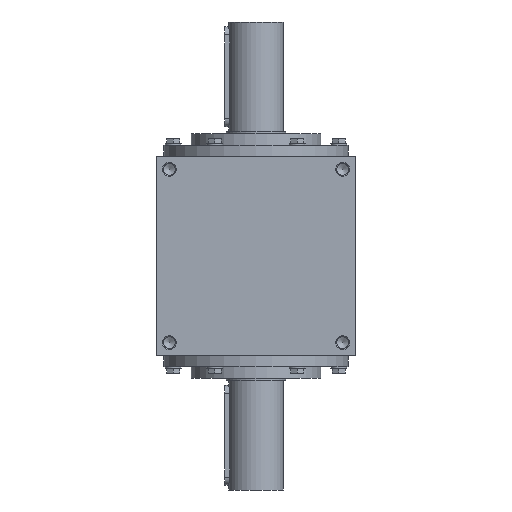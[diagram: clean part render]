
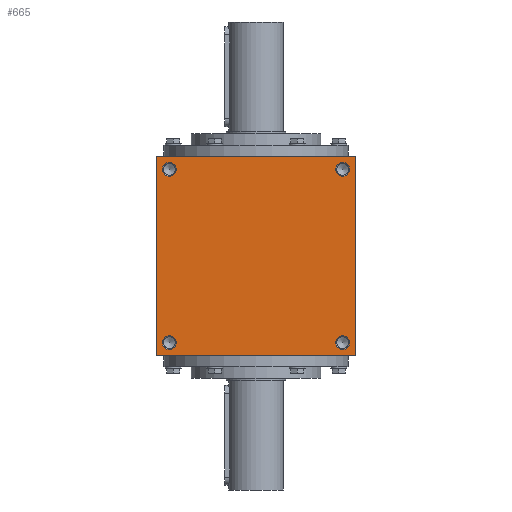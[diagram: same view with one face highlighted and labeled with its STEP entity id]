
A CAD part, left-side view. The second image highlights one B-rep face of the part: STEP entity #665.
In plain terms, the highlighted face is planar.
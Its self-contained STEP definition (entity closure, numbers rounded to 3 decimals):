
#665 = ADVANCED_FACE( '', ( #1314, #1315, #1316, #1317, #1318 ), #1319, .F. );
#1314 = FACE_BOUND( '', #1960, .T. );
#1315 = FACE_BOUND( '', #1961, .T. );
#1316 = FACE_BOUND( '', #1962, .T. );
#1317 = FACE_BOUND( '', #1963, .T. );
#1318 = FACE_OUTER_BOUND( '', #1964, .T. );
#1319 = PLANE( '', #1965 );
#1960 = EDGE_LOOP( '', ( #3001 ) );
#1961 = EDGE_LOOP( '', ( #3002 ) );
#1962 = EDGE_LOOP( '', ( #3003 ) );
#1963 = EDGE_LOOP( '', ( #3004 ) );
#1964 = EDGE_LOOP( '', ( #3005, #3006, #3007, #3008 ) );
#1965 = AXIS2_PLACEMENT_3D( '', #3009, #3010, #3011 );
#3001 = ORIENTED_EDGE( '', *, *, #3516, .F. );
#3002 = ORIENTED_EDGE( '', *, *, #3705, .T. );
#3003 = ORIENTED_EDGE( '', *, *, #3706, .F. );
#3004 = ORIENTED_EDGE( '', *, *, #3666, .T. );
#3005 = ORIENTED_EDGE( '', *, *, #3329, .F. );
#3006 = ORIENTED_EDGE( '', *, *, #3707, .F. );
#3007 = ORIENTED_EDGE( '', *, *, #3673, .F. );
#3008 = ORIENTED_EDGE( '', *, *, #3708, .F. );
#3009 = CARTESIAN_POINT( '', ( 0., 0., -100. ) );
#3010 = DIRECTION( '', ( 0., 0., 1. ) );
#3011 = DIRECTION( '', ( 1., 0., 0. ) );
#3329 = EDGE_CURVE( '', #3790, #3791, #3792, .T. );
#3516 = EDGE_CURVE( '', #4084, #4084, #4085, .T. );
#3666 = EDGE_CURVE( '', #4287, #4287, #4288, .T. );
#3673 = EDGE_CURVE( '', #4297, #4298, #4299, .T. );
#3705 = EDGE_CURVE( '', #4336, #4336, #4337, .T. );
#3706 = EDGE_CURVE( '', #4338, #4338, #4339, .T. );
#3707 = EDGE_CURVE( '', #4298, #3790, #4340, .T. );
#3708 = EDGE_CURVE( '', #3791, #4297, #4341, .T. );
#3790 = VERTEX_POINT( '', #4425 );
#3791 = VERTEX_POINT( '', #4426 );
#3792 = LINE( '', #4427, #4428 );
#4084 = VERTEX_POINT( '', #4825 );
#4085 = CIRCLE( '', #4826, 7. );
#4287 = VERTEX_POINT( '', #5141 );
#4288 = CIRCLE( '', #5142, 7. );
#4297 = VERTEX_POINT( '', #5151 );
#4298 = VERTEX_POINT( '', #5152 );
#4299 = LINE( '', #5153, #5154 );
#4336 = VERTEX_POINT( '', #5242 );
#4337 = CIRCLE( '', #5243, 7. );
#4338 = VERTEX_POINT( '', #5244 );
#4339 = CIRCLE( '', #5245, 7. );
#4340 = LINE( '', #5246, #5247 );
#4341 = LINE( '', #5248, #5249 );
#4425 = CARTESIAN_POINT( '', ( -100., 100., -100. ) );
#4426 = CARTESIAN_POINT( '', ( -100., -100., -100. ) );
#4427 = CARTESIAN_POINT( '', ( -100., 100., -100. ) );
#4428 = VECTOR( '', #5352, 1000. );
#4825 = CARTESIAN_POINT( '', ( -94., 87., -100. ) );
#4826 = AXIS2_PLACEMENT_3D( '', #5672, #5673, #5674 );
#5141 = CARTESIAN_POINT( '', ( 94., -87., -100. ) );
#5142 = AXIS2_PLACEMENT_3D( '', #5901, #5902, #5903 );
#5151 = CARTESIAN_POINT( '', ( 100., -100., -100. ) );
#5152 = CARTESIAN_POINT( '', ( 100., 100., -100. ) );
#5153 = CARTESIAN_POINT( '', ( 100., -100., -100. ) );
#5154 = VECTOR( '', #5913, 1000. );
#5242 = CARTESIAN_POINT( '', ( 94., 87., -100. ) );
#5243 = AXIS2_PLACEMENT_3D( '', #5944, #5945, #5946 );
#5244 = CARTESIAN_POINT( '', ( -94., -87., -100. ) );
#5245 = AXIS2_PLACEMENT_3D( '', #5947, #5948, #5949 );
#5246 = CARTESIAN_POINT( '', ( 100., 100., -100. ) );
#5247 = VECTOR( '', #5950, 1000. );
#5248 = CARTESIAN_POINT( '', ( -100., -100., -100. ) );
#5249 = VECTOR( '', #5951, 1000. );
#5352 = DIRECTION( '', ( 0., -1., 0. ) );
#5672 = CARTESIAN_POINT( '', ( -87., 87., -100. ) );
#5673 = DIRECTION( '', ( 0., 0., -1. ) );
#5674 = DIRECTION( '', ( -1., 0., 0. ) );
#5901 = CARTESIAN_POINT( '', ( 87., -87., -100. ) );
#5902 = DIRECTION( '', ( 0., 0., 1. ) );
#5903 = DIRECTION( '', ( 1., 0., 0. ) );
#5913 = DIRECTION( '', ( 0., 1., 0. ) );
#5944 = CARTESIAN_POINT( '', ( 87., 87., -100. ) );
#5945 = DIRECTION( '', ( 0., 0., 1. ) );
#5946 = DIRECTION( '', ( 1., 0., 0. ) );
#5947 = CARTESIAN_POINT( '', ( -87., -87., -100. ) );
#5948 = DIRECTION( '', ( 0., 0., -1. ) );
#5949 = DIRECTION( '', ( -1., 0., 0. ) );
#5950 = DIRECTION( '', ( -1., 0., 0. ) );
#5951 = DIRECTION( '', ( 1., 0., 0. ) );
